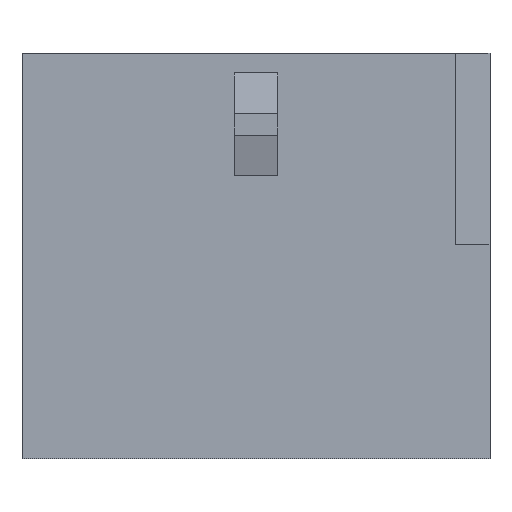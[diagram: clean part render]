
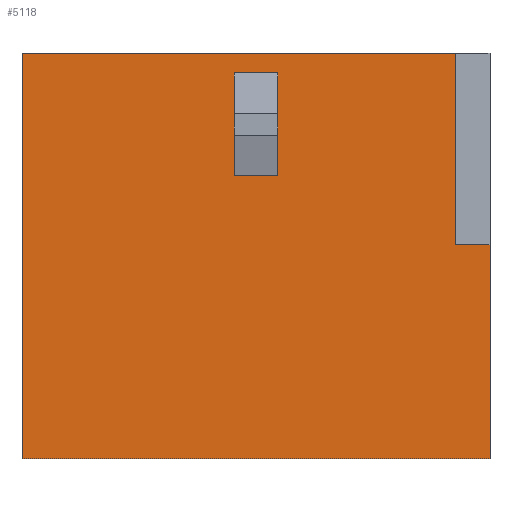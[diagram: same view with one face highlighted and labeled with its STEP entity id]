
A CAD part, top view. The second image highlights one B-rep face of the part: STEP entity #5118.
In plain terms, the highlighted planar face has unit normal (0, 0, 1).
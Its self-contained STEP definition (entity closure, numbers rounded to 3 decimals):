
#10 = LINE ( 'NONE', #2815, #2496 ) ;
#21 = CARTESIAN_POINT ( 'NONE',  ( 22.136, 0., 2.54 ) ) ;
#69 = LINE ( 'NONE', #3613, #3764 ) ;
#125 = CARTESIAN_POINT ( 'NONE',  ( -2.324, -11.176, 2.54 ) ) ;
#159 = VECTOR ( 'NONE', #2846, 1000. ) ;
#164 = ORIENTED_EDGE ( 'NONE', *, *, #771, .F. ) ;
#286 = CARTESIAN_POINT ( 'NONE',  ( 20.333, 0., 2.54 ) ) ;
#458 = ORIENTED_EDGE ( 'NONE', *, *, #993, .T. ) ;
#472 = CARTESIAN_POINT ( 'NONE',  ( -2.324, -11.176, 2.54 ) ) ;
#541 = LINE ( 'NONE', #5946, #2579 ) ;
#644 = EDGE_CURVE ( 'NONE', #5684, #3527, #4594, .T. ) ;
#747 = VECTOR ( 'NONE', #5602, 1000. ) ;
#771 = EDGE_CURVE ( 'NONE', #3390, #5684, #5683, .T. ) ;
#818 = EDGE_CURVE ( 'NONE', #911, #1782, #889, .T. ) ;
#837 = ORIENTED_EDGE ( 'NONE', *, *, #1303, .T. ) ;
#868 = VECTOR ( 'NONE', #5536, 1000. ) ;
#889 = LINE ( 'NONE', #472, #159 ) ;
#911 = VERTEX_POINT ( 'NONE', #125 ) ;
#915 = VERTEX_POINT ( 'NONE', #2005 ) ;
#993 = EDGE_CURVE ( 'NONE', #3390, #3456, #2993, .T. ) ;
#1077 = DIRECTION ( 'NONE',  ( 0., 0., 1. ) ) ;
#1266 = ORIENTED_EDGE ( 'NONE', *, *, #3994, .F. ) ;
#1303 = EDGE_CURVE ( 'NONE', #1782, #2325, #10, .T. ) ;
#1540 = LINE ( 'NONE', #2910, #2925 ) ;
#1649 = CARTESIAN_POINT ( 'NONE',  ( 20.333, 56.224, 2.54 ) ) ;
#1782 = VERTEX_POINT ( 'NONE', #4857 ) ;
#1822 = FACE_OUTER_BOUND ( 'NONE', #5630, .T. ) ;
#1945 = ORIENTED_EDGE ( 'NONE', *, *, #2688, .F. ) ;
#1951 = LINE ( 'NONE', #3249, #868 ) ;
#2005 = CARTESIAN_POINT ( 'NONE',  ( 20.333, 10.033, 2.54 ) ) ;
#2012 = DIRECTION ( 'NONE',  ( 0., 1., 0. ) ) ;
#2023 = PLANE ( 'NONE',  #5586 ) ;
#2117 = VECTOR ( 'NONE', #2563, 1000. ) ;
#2180 = LINE ( 'NONE', #1649, #5737 ) ;
#2204 = CARTESIAN_POINT ( 'NONE',  ( -2.324, 10.033, 2.54 ) ) ;
#2325 = VERTEX_POINT ( 'NONE', #21 ) ;
#2496 = VECTOR ( 'NONE', #2012, 1000. ) ;
#2532 = CARTESIAN_POINT ( 'NONE',  ( -2.324, -11.176, 2.54 ) ) ;
#2545 = CARTESIAN_POINT ( 'NONE',  ( 11.049, 8.991, 2.54 ) ) ;
#2563 = DIRECTION ( 'NONE',  ( -1., 0., 0. ) ) ;
#2579 = VECTOR ( 'NONE', #4208, 1000. ) ;
#2688 = EDGE_CURVE ( 'NONE', #915, #2710, #2180, .T. ) ;
#2710 = VERTEX_POINT ( 'NONE', #286 ) ;
#2727 = ORIENTED_EDGE ( 'NONE', *, *, #4648, .F. ) ;
#2815 = CARTESIAN_POINT ( 'NONE',  ( 22.136, -11.176, 2.54 ) ) ;
#2829 = EDGE_CURVE ( 'NONE', #911, #5917, #69, .T. ) ;
#2846 = DIRECTION ( 'NONE',  ( 1., 0., 0. ) ) ;
#2880 = ORIENTED_EDGE ( 'NONE', *, *, #2920, .F. ) ;
#2910 = CARTESIAN_POINT ( 'NONE',  ( -2.324, 0., 2.54 ) ) ;
#2920 = EDGE_CURVE ( 'NONE', #3527, #3456, #1951, .T. ) ;
#2921 = DIRECTION ( 'NONE',  ( 1., 0., 0. ) ) ;
#2925 = VECTOR ( 'NONE', #3371, 1000. ) ;
#2993 = LINE ( 'NONE', #3896, #2117 ) ;
#3062 = FACE_BOUND ( 'NONE', #3597, .T. ) ;
#3249 = CARTESIAN_POINT ( 'NONE',  ( 8.763, 8.992, 2.54 ) ) ;
#3298 = ORIENTED_EDGE ( 'NONE', *, *, #818, .T. ) ;
#3371 = DIRECTION ( 'NONE',  ( 1., 0., 0. ) ) ;
#3390 = VERTEX_POINT ( 'NONE', #4544 ) ;
#3456 = VERTEX_POINT ( 'NONE', #3610 ) ;
#3527 = VERTEX_POINT ( 'NONE', #5497 ) ;
#3597 = EDGE_LOOP ( 'NONE', ( #458, #2880, #3882, #164 ) ) ;
#3610 = CARTESIAN_POINT ( 'NONE',  ( 8.763, 3.608, 2.54 ) ) ;
#3613 = CARTESIAN_POINT ( 'NONE',  ( -2.324, -11.176, 2.54 ) ) ;
#3764 = VECTOR ( 'NONE', #4074, 1000. ) ;
#3882 = ORIENTED_EDGE ( 'NONE', *, *, #644, .F. ) ;
#3896 = CARTESIAN_POINT ( 'NONE',  ( 13.282, 3.608, 2.54 ) ) ;
#3994 = EDGE_CURVE ( 'NONE', #5917, #915, #541, .T. ) ;
#4020 = DIRECTION ( 'NONE',  ( 0., -1., 0. ) ) ;
#4074 = DIRECTION ( 'NONE',  ( 0., 1., 0. ) ) ;
#4208 = DIRECTION ( 'NONE',  ( 1., 0., 0. ) ) ;
#4544 = CARTESIAN_POINT ( 'NONE',  ( 11.049, 3.608, 2.54 ) ) ;
#4594 = LINE ( 'NONE', #5073, #4815 ) ;
#4611 = CARTESIAN_POINT ( 'NONE',  ( 11.049, 8.992, 2.54 ) ) ;
#4648 = EDGE_CURVE ( 'NONE', #2710, #2325, #1540, .T. ) ;
#4815 = VECTOR ( 'NONE', #5435, 1000. ) ;
#4857 = CARTESIAN_POINT ( 'NONE',  ( 22.136, -11.176, 2.54 ) ) ;
#5000 = ORIENTED_EDGE ( 'NONE', *, *, #2829, .F. ) ;
#5073 = CARTESIAN_POINT ( 'NONE',  ( 13.282, 8.991, 2.54 ) ) ;
#5118 = ADVANCED_FACE ( 'NONE', ( #3062, #1822 ), #2023, .T. ) ;
#5435 = DIRECTION ( 'NONE',  ( -1., 0., 0. ) ) ;
#5497 = CARTESIAN_POINT ( 'NONE',  ( 8.763, 8.991, 2.54 ) ) ;
#5536 = DIRECTION ( 'NONE',  ( 0., -1., 0. ) ) ;
#5586 = AXIS2_PLACEMENT_3D ( 'NONE', #2532, #1077, #2921 ) ;
#5602 = DIRECTION ( 'NONE',  ( 0., 1., 0. ) ) ;
#5630 = EDGE_LOOP ( 'NONE', ( #2727, #1945, #1266, #5000, #3298, #837 ) ) ;
#5683 = LINE ( 'NONE', #4611, #747 ) ;
#5684 = VERTEX_POINT ( 'NONE', #2545 ) ;
#5737 = VECTOR ( 'NONE', #4020, 1000. ) ;
#5917 = VERTEX_POINT ( 'NONE', #2204 ) ;
#5946 = CARTESIAN_POINT ( 'NONE',  ( -2.324, 10.033, 2.54 ) ) ;
